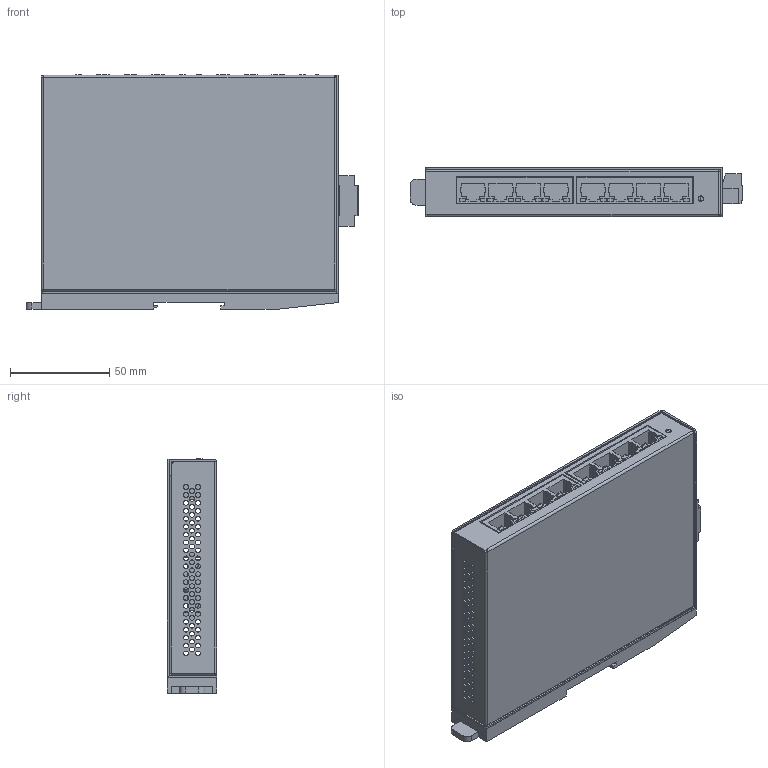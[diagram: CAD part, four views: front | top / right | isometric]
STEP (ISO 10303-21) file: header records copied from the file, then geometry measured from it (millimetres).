
FILE_DESCRIPTION (( 'STEP AP203' ), '1' );
FILE_NAME ('NSM-208A.STEP', '2019-12-24T03:28:53', ( '' ), ( '' ), 'SwSTEP 2.0', 'SolidWorks 2019', '' );
FILE_SCHEMA (( 'CONFIG_CONTROL_DESIGN' ));
Length unit declared in the file: millimetre
Products named in the file (13): MS_固定片-1; LED導光柱_圓頂_透明; ME050-50803; NS-208A_PCB; 4SIN1K0000010_20191223; MC101-50803_90D; MC101-50803; NSM-208A; NSM-208PSE鋁軌固定; LED x 3_90D; 2DJ062; 4SIN1K0000011_20191223
Assembly tree (13 placements, depth 4):
  NSM-208A
    4SIN1K0000010_20191223
    NS-208A_PCB
      NS-208A_PCB
      2DJ062  x2
      MC101-50803_90D
        ME050-50803
        MC101-50803
      LED x 3_90D
    4SIN1K0000011_20191223
    NSM-208PSE鋁軌固定
    MS_固定片-1
    LED導光柱_圓頂_透明
Bounding box: 167.59 x 25 x 118.4 mm (x, y, z)
Volume: 120884.8 mm3; surface area: 154792.3 mm2
Topology: 11 solids, 11 shells, 1479 faces, 3668 edges, 2388 vertices
Faces by surface type: plane 772, cylinder 639, sphere 30, cone 24, torus 10, bspline 4
Entity records: 37773 total; most frequent: DIRECTION 6530, CARTESIAN_POINT 6241, ORIENTED_EDGE 5928, EDGE_CURVE 2964, AXIS2_PLACEMENT_3D 2361, VERTEX_POINT 1928, VECTOR 1808, LINE 1808
